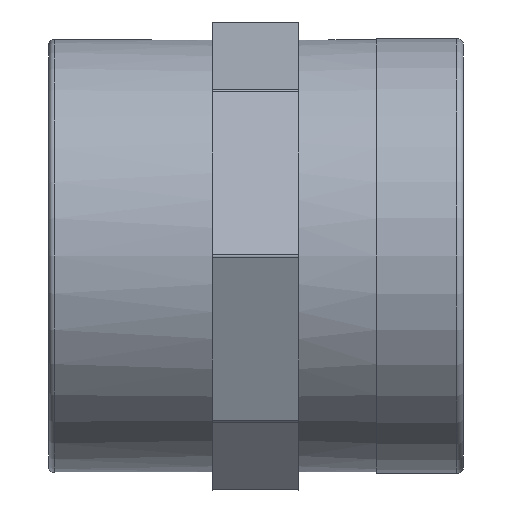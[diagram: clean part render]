
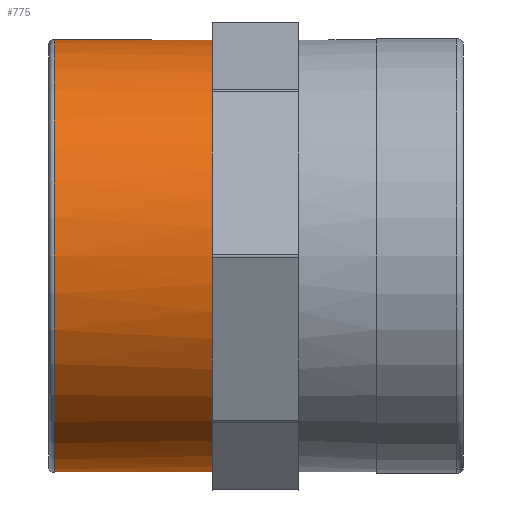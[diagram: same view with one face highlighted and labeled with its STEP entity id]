
A CAD part, front view. The second image highlights one B-rep face of the part: STEP entity #775.
In plain terms, the highlighted cylindrical face has radius 37.5 mm (diameter 75 mm), a full revolution.
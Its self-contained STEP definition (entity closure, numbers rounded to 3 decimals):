
#69=LINE('',#1371,#124);
#124=VECTOR('',#1124,37.5);
#139=CYLINDRICAL_SURFACE('',#885,37.5);
#182=FACE_OUTER_BOUND('',#233,.T.);
#233=EDGE_LOOP('',(#643,#644,#645,#646,#647,#648,#649,#650,#651,#652,#653,
#654,#655));
#288=CIRCLE('',#881,37.5);
#289=CIRCLE('',#882,37.5);
#292=CIRCLE('',#886,37.5);
#293=CIRCLE('',#887,37.5);
#294=CIRCLE('',#888,37.5);
#295=CIRCLE('',#889,37.5);
#296=CIRCLE('',#890,37.5);
#297=CIRCLE('',#891,37.5);
#298=CIRCLE('',#892,37.5);
#299=CIRCLE('',#893,37.5);
#300=CIRCLE('',#894,37.5);
#319=VERTEX_POINT('',#1217);
#327=VERTEX_POINT('',#1239);
#333=VERTEX_POINT('',#1257);
#340=VERTEX_POINT('',#1277);
#346=VERTEX_POINT('',#1295);
#352=VERTEX_POINT('',#1313);
#358=VERTEX_POINT('',#1331);
#361=VERTEX_POINT('',#1344);
#365=VERTEX_POINT('',#1360);
#366=VERTEX_POINT('',#1361);
#368=VERTEX_POINT('',#1369);
#463=EDGE_CURVE('',#365,#366,#288,.T.);
#464=EDGE_CURVE('',#366,#365,#289,.T.);
#467=EDGE_CURVE('',#333,#340,#292,.T.);
#468=EDGE_CURVE('',#340,#368,#293,.T.);
#469=EDGE_CURVE('',#368,#366,#69,.T.);
#470=EDGE_CURVE('',#368,#346,#294,.T.);
#471=EDGE_CURVE('',#346,#352,#295,.T.);
#472=EDGE_CURVE('',#352,#358,#296,.T.);
#473=EDGE_CURVE('',#358,#361,#297,.T.);
#474=EDGE_CURVE('',#361,#319,#298,.T.);
#475=EDGE_CURVE('',#319,#327,#299,.T.);
#476=EDGE_CURVE('',#327,#333,#300,.T.);
#643=ORIENTED_EDGE('',*,*,#467,.T.);
#644=ORIENTED_EDGE('',*,*,#468,.T.);
#645=ORIENTED_EDGE('',*,*,#469,.T.);
#646=ORIENTED_EDGE('',*,*,#463,.F.);
#647=ORIENTED_EDGE('',*,*,#464,.F.);
#648=ORIENTED_EDGE('',*,*,#469,.F.);
#649=ORIENTED_EDGE('',*,*,#470,.T.);
#650=ORIENTED_EDGE('',*,*,#471,.T.);
#651=ORIENTED_EDGE('',*,*,#472,.T.);
#652=ORIENTED_EDGE('',*,*,#473,.T.);
#653=ORIENTED_EDGE('',*,*,#474,.T.);
#654=ORIENTED_EDGE('',*,*,#475,.T.);
#655=ORIENTED_EDGE('',*,*,#476,.T.);
#775=ADVANCED_FACE('',(#182),#139,.T.);
#881=AXIS2_PLACEMENT_3D('',#1362,#1110,#1111);
#882=AXIS2_PLACEMENT_3D('',#1363,#1112,#1113);
#885=AXIS2_PLACEMENT_3D('',#1367,#1118,#1119);
#886=AXIS2_PLACEMENT_3D('',#1368,#1120,#1121);
#887=AXIS2_PLACEMENT_3D('',#1370,#1122,#1123);
#888=AXIS2_PLACEMENT_3D('',#1372,#1125,#1126);
#889=AXIS2_PLACEMENT_3D('',#1373,#1127,#1128);
#890=AXIS2_PLACEMENT_3D('',#1374,#1129,#1130);
#891=AXIS2_PLACEMENT_3D('',#1375,#1131,#1132);
#892=AXIS2_PLACEMENT_3D('',#1376,#1133,#1134);
#893=AXIS2_PLACEMENT_3D('',#1377,#1135,#1136);
#894=AXIS2_PLACEMENT_3D('',#1378,#1137,#1138);
#1110=DIRECTION('center_axis',(-1.,0.,0.));
#1111=DIRECTION('ref_axis',(0.,-1.,0.));
#1112=DIRECTION('center_axis',(-1.,0.,0.));
#1113=DIRECTION('ref_axis',(0.,-1.,0.));
#1118=DIRECTION('center_axis',(1.,0.,0.));
#1119=DIRECTION('ref_axis',(0.,1.,0.));
#1120=DIRECTION('center_axis',(-1.,0.,0.));
#1121=DIRECTION('ref_axis',(0.,1.,0.));
#1122=DIRECTION('center_axis',(-1.,0.,0.));
#1123=DIRECTION('ref_axis',(0.,1.,0.));
#1124=DIRECTION('',(-1.,0.,0.));
#1125=DIRECTION('center_axis',(-1.,0.,0.));
#1126=DIRECTION('ref_axis',(0.,1.,0.));
#1127=DIRECTION('center_axis',(-1.,0.,0.));
#1128=DIRECTION('ref_axis',(0.,1.,0.));
#1129=DIRECTION('center_axis',(-1.,0.,0.));
#1130=DIRECTION('ref_axis',(0.,1.,0.));
#1131=DIRECTION('center_axis',(-1.,0.,0.));
#1132=DIRECTION('ref_axis',(0.,1.,0.));
#1133=DIRECTION('center_axis',(-1.,0.,0.));
#1134=DIRECTION('ref_axis',(0.,1.,0.));
#1135=DIRECTION('center_axis',(-1.,0.,0.));
#1136=DIRECTION('ref_axis',(0.,1.,0.));
#1137=DIRECTION('center_axis',(-1.,0.,0.));
#1138=DIRECTION('ref_axis',(0.,1.,0.));
#1217=CARTESIAN_POINT('',(-13.65,34.645,-14.351));
#1239=CARTESIAN_POINT('',(-13.65,14.351,-34.645));
#1257=CARTESIAN_POINT('',(-13.65,-14.351,-34.645));
#1277=CARTESIAN_POINT('',(-13.65,-34.645,-14.351));
#1295=CARTESIAN_POINT('',(-13.65,-34.645,14.351));
#1313=CARTESIAN_POINT('',(-13.65,-14.351,34.645));
#1331=CARTESIAN_POINT('',(-13.65,14.351,34.645));
#1344=CARTESIAN_POINT('',(-13.65,34.645,14.351));
#1360=CARTESIAN_POINT('',(-41.,0.,37.5));
#1361=CARTESIAN_POINT('',(-41.,-37.5,0.));
#1362=CARTESIAN_POINT('Origin',(-41.,0.,0.));
#1363=CARTESIAN_POINT('Origin',(-41.,0.,0.));
#1367=CARTESIAN_POINT('Origin',(-6.15,0.,0.));
#1368=CARTESIAN_POINT('Origin',(-13.65,0.,0.));
#1369=CARTESIAN_POINT('',(-13.65,-37.5,0.));
#1370=CARTESIAN_POINT('Origin',(-13.65,0.,0.));
#1371=CARTESIAN_POINT('',(-6.15,-37.5,0.));
#1372=CARTESIAN_POINT('Origin',(-13.65,0.,0.));
#1373=CARTESIAN_POINT('Origin',(-13.65,0.,0.));
#1374=CARTESIAN_POINT('Origin',(-13.65,0.,0.));
#1375=CARTESIAN_POINT('Origin',(-13.65,0.,0.));
#1376=CARTESIAN_POINT('Origin',(-13.65,0.,0.));
#1377=CARTESIAN_POINT('Origin',(-13.65,0.,0.));
#1378=CARTESIAN_POINT('Origin',(-13.65,0.,0.));
